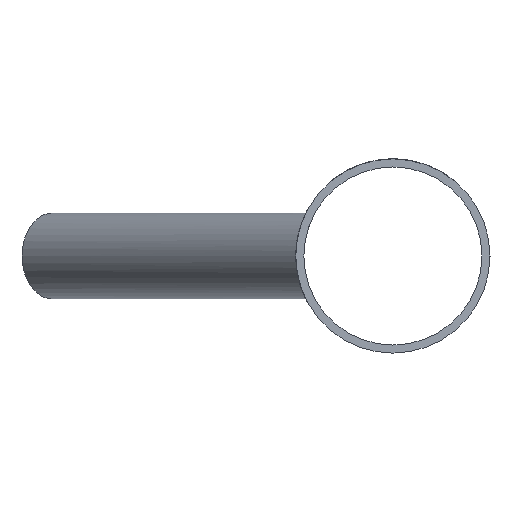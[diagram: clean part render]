
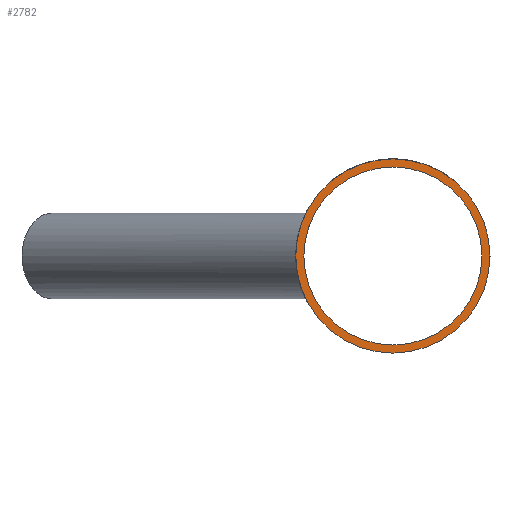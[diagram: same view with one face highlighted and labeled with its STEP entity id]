
A CAD part, left-side view. The second image highlights one B-rep face of the part: STEP entity #2782.
In plain terms, the highlighted planar face has unit normal (-1, 0, 0).
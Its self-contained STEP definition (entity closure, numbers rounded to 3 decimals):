
#178 = CARTESIAN_POINT ( 'NONE',  ( -90., 0., 22.15 ) ) ;
#370 = VERTEX_POINT ( 'NONE', #178 ) ;
#528 = EDGE_LOOP ( 'NONE', ( #18068 ) ) ;
#1112 = DIRECTION ( 'NONE',  ( 0., 0., 1. ) ) ;
#2782 = ADVANCED_FACE ( 'NONE', ( #18723, #10138 ), #11994, .T. ) ;
#3535 = VERTEX_POINT ( 'NONE', #13555 ) ;
#5229 = AXIS2_PLACEMENT_3D ( 'NONE', #9626, #19949, #11399 ) ;
#5407 = CIRCLE ( 'NONE', #5229, 22.15 ) ;
#9626 = CARTESIAN_POINT ( 'NONE',  ( -90., 0., 0. ) ) ;
#10138 = FACE_OUTER_BOUND ( 'NONE', #14654, .T. ) ;
#10238 = DIRECTION ( 'NONE',  ( -1., 0., 0. ) ) ;
#11399 = DIRECTION ( 'NONE',  ( 0., 0., 1. ) ) ;
#11994 = PLANE ( 'NONE',  #16448 ) ;
#12500 = CIRCLE ( 'NONE', #19805, 24.15 ) ;
#13555 = CARTESIAN_POINT ( 'NONE',  ( -90., 0., 24.15 ) ) ;
#14654 = EDGE_LOOP ( 'NONE', ( #20001 ) ) ;
#15460 = CARTESIAN_POINT ( 'NONE',  ( -90., 0., 0. ) ) ;
#16151 = EDGE_CURVE ( 'NONE', #3535, #3535, #12500, .T. ) ;
#16448 = AXIS2_PLACEMENT_3D ( 'NONE', #15460, #10238, #17209 ) ;
#17209 = DIRECTION ( 'NONE',  ( 0., 0., 1. ) ) ;
#18018 = DIRECTION ( 'NONE',  ( -1., 0., 0. ) ) ;
#18068 = ORIENTED_EDGE ( 'NONE', *, *, #19927, .F. ) ;
#18723 = FACE_BOUND ( 'NONE', #528, .T. ) ;
#19805 = AXIS2_PLACEMENT_3D ( 'NONE', #19876, #18018, #1112 ) ;
#19876 = CARTESIAN_POINT ( 'NONE',  ( -90., 0., 0. ) ) ;
#19927 = EDGE_CURVE ( 'NONE', #370, #370, #5407, .T. ) ;
#19949 = DIRECTION ( 'NONE',  ( -1., 0., 0. ) ) ;
#20001 = ORIENTED_EDGE ( 'NONE', *, *, #16151, .T. ) ;
